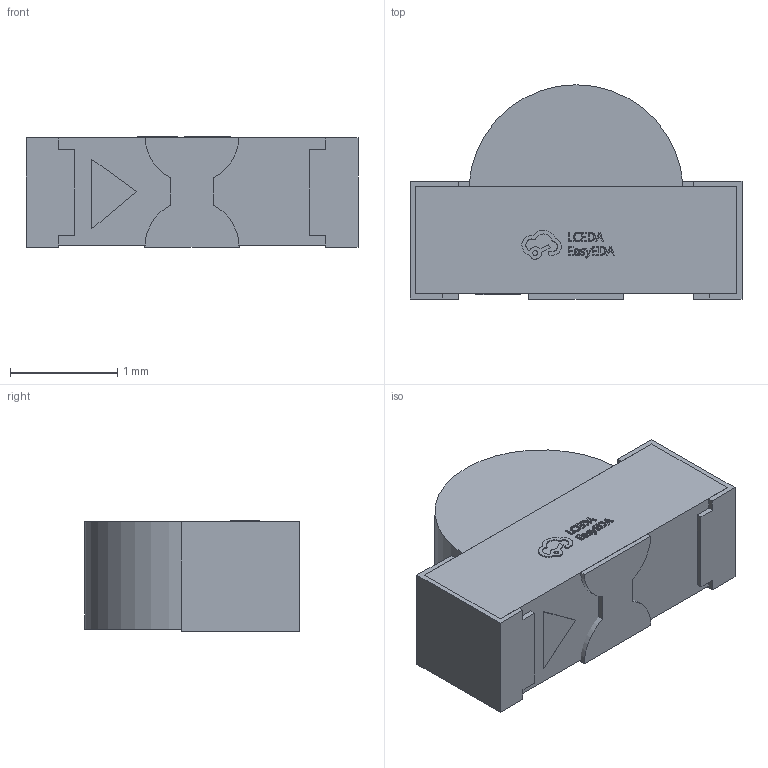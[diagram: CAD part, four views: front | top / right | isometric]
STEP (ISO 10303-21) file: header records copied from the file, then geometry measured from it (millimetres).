
FILE_DESCRIPTION (( 'STEP AP214' ), '1' );
FILE_NAME ('LED-SMD_L3.2-W1.0-R-RD_RED.step', '2022-07-08T12:41:09', ( '' ), ( '' ), 'SwSTEP 2.0', 'SolidWorks 2020', '' );
FILE_SCHEMA (( 'AUTOMOTIVE_DESIGN' ));
Length unit declared in the file: millimetre
Products named in the file (1): LED-SMD_L3.2-W1.0-R-RD_RED
Bounding box: 3.1 x 2 x 1.03 mm (x, y, z)
Volume: 4.8 mm3; surface area: 33.9 mm2
Topology: 5 solids, 5 shells, 352 faces, 940 edges, 626 vertices
Faces by surface type: plane 236, bspline 112, cylinder 4
Entity records: 15992 total; most frequent: CARTESIAN_POINT 4023, ORIENTED_EDGE 1880, DIRECTION 1204, EDGE_CURVE 940, VECTOR 702, LINE 702, VERTEX_POINT 626, EDGE_LOOP 380
